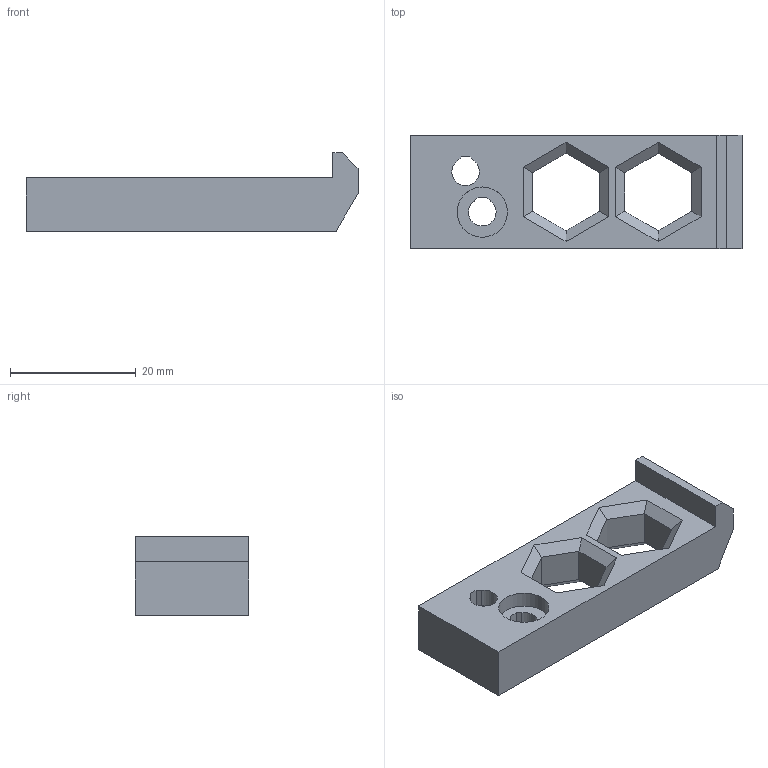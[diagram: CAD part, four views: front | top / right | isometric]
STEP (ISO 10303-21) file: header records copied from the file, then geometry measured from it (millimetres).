
FILE_DESCRIPTION(/* description */ (''),/* implementation_level */ '2;1');
FILE_NAME(/* name */ 'psu_upper_mount.step',/* time_stamp */ '2017-10-27T19:52:25+02:00',/* author */ ('gregsaun'),/* organization */ (''),/* preprocessor_version */ 'ST-DEVELOPER v16.13',/* originating_system */ 'Autodesk Translation Framework v6.5.0.72',/* authorisation */ '');
FILE_SCHEMA (('AUTOMOTIVE_DESIGN { 1 0 10303 214 3 1 1 }'));
Length unit declared in the file: millimetre
Products named in the file (1): psu_upper_mount
Bounding box: 52.85 x 18 x 12.5 mm (x, y, z)
Volume: 5621.2 mm3; surface area: 3777.7 mm2
Topology: 1 solids, 3 shells, 75 faces, 177 edges, 110 vertices
Faces by surface type: plane 72, cylinder 3
Full cylindrical faces by diameter (mm): 8 x1
Entity records: 2137 total; most frequent: CARTESIAN_POINT 363, ORIENTED_EDGE 354, DIRECTION 335, EDGE_CURVE 177, LINE 171, VECTOR 171, VERTEX_POINT 110, EDGE_LOOP 85
